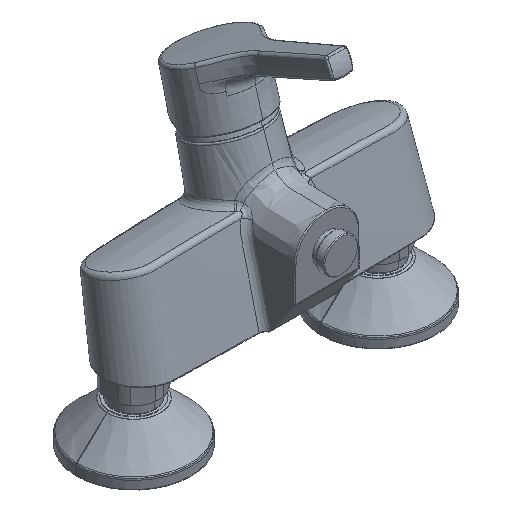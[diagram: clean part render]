
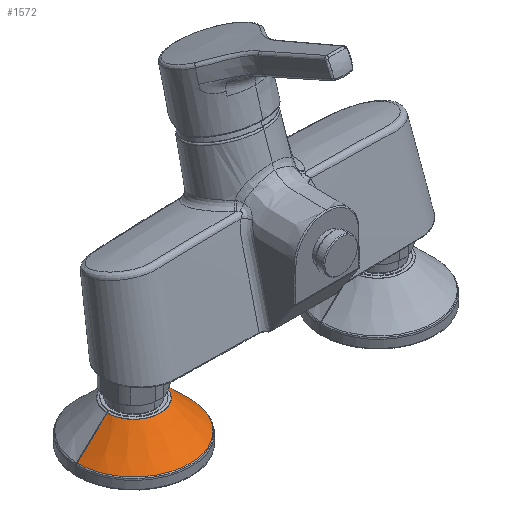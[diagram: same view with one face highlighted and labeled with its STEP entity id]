
A CAD part, isometric view. The second image highlights one B-rep face of the part: STEP entity #1572.
In plain terms, the highlighted conical face has half-angle 45.496 degrees and reference radius 35 mm.
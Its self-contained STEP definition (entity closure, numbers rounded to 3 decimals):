
#545 = CARTESIAN_POINT ( 'NONE',  ( -40.009, 3.921, -82.564 ) ) ;
#1335 = CARTESIAN_POINT ( 'NONE',  ( -105.232, -11.872, -81.977 ) ) ;
#1344 = CARTESIAN_POINT ( 'NONE',  ( -75., 4.7, -64.138 ) ) ;
#1420 = CARTESIAN_POINT ( 'NONE',  ( -66.824, -28.792, -81.977 ) ) ;
#1497 = CARTESIAN_POINT ( 'NONE',  ( -40.657, 1.683, -81.977 ) ) ;
#1572 = ADVANCED_FACE ( 'NONE', ( #3507 ), #17976, .T. ) ;
#1700 = EDGE_LOOP ( 'NONE', ( #9373, #2815, #9153, #19352 ) ) ;
#2815 = ORIENTED_EDGE ( 'NONE', *, *, #9853, .T. ) ;
#2952 = DIRECTION ( 'NONE',  ( -1., 0.022, 0. ) ) ;
#3377 = CARTESIAN_POINT ( 'NONE',  ( -101.418, -17.451, -81.977 ) ) ;
#3388 = DIRECTION ( 'NONE',  ( -1., 0.022, 0. ) ) ;
#3468 = CARTESIAN_POINT ( 'NONE',  ( -60.447, -26.553, -81.977 ) ) ;
#3507 = FACE_OUTER_BOUND ( 'NONE', #1700, .T. ) ;
#5387 = CARTESIAN_POINT ( 'NONE',  ( -96.589, -22.179, -81.977 ) ) ;
#5477 = CARTESIAN_POINT ( 'NONE',  ( -54.63, -23.114, -81.977 ) ) ;
#5578 = LINE ( 'NONE', #545, #6864 ) ;
#5845 = CARTESIAN_POINT ( 'NONE',  ( -109.992, 5.479, -82.564 ) ) ;
#6187 = CARTESIAN_POINT ( 'NONE',  ( -109.394, 5.466, -81.977 ) ) ;
#6864 = VECTOR ( 'NONE', #12663, 1000. ) ;
#7442 = CARTESIAN_POINT ( 'NONE',  ( -90.93, -25.875, -81.977 ) ) ;
#7525 = CARTESIAN_POINT ( 'NONE',  ( -49.595, -18.605, -81.977 ) ) ;
#7528 = VECTOR ( 'NONE', #20033, 1000. ) ;
#8579 = VERTEX_POINT ( 'NONE', #11648 ) ;
#9153 = ORIENTED_EDGE ( 'NONE', *, *, #17985, .T. ) ;
#9373 = ORIENTED_EDGE ( 'NONE', *, *, #17954, .F. ) ;
#9423 = AXIS2_PLACEMENT_3D ( 'NONE', #1344, #15540, #3388 ) ;
#9458 = CARTESIAN_POINT ( 'NONE',  ( -84.659, -28.395, -81.977 ) ) ;
#9544 = CARTESIAN_POINT ( 'NONE',  ( -45.537, -13.201, -81.977 ) ) ;
#9596 = DIRECTION ( 'NONE',  ( 0., 0., -1. ) ) ;
#9853 = EDGE_CURVE ( 'NONE', #22345, #14855, #14055, .T. ) ;
#11420 = CARTESIAN_POINT ( 'NONE',  ( -108.492, -3.476, -81.977 ) ) ;
#11501 = CARTESIAN_POINT ( 'NONE',  ( -78.017, -29.643, -81.977 ) ) ;
#11582 = CARTESIAN_POINT ( 'NONE',  ( -42.61, -7.109, -81.977 ) ) ;
#11648 = CARTESIAN_POINT ( 'NONE',  ( -109.394, 5.466, -81.977 ) ) ;
#11858 = CARTESIAN_POINT ( 'NONE',  ( -91.248, 5.062, -64.138 ) ) ;
#12663 = DIRECTION ( 'NONE',  ( 0.713, -0.016, -0.701 ) ) ;
#13466 = CARTESIAN_POINT ( 'NONE',  ( -106.254, -9.853, -81.977 ) ) ;
#13547 = CARTESIAN_POINT ( 'NONE',  ( -71.259, -29.572, -81.977 ) ) ;
#13553 = CARTESIAN_POINT ( 'NONE',  ( -58.753, 4.338, -64.138 ) ) ;
#13627 = CARTESIAN_POINT ( 'NONE',  ( -40.929, -0.563, -81.977 ) ) ;
#13660 = LINE ( 'NONE', #5845, #7528 ) ;
#14055 = CIRCLE ( 'NONE', #9423, 16.252 ) ;
#14855 = VERTEX_POINT ( 'NONE', #11858 ) ;
#15529 = CARTESIAN_POINT ( 'NONE',  ( -102.814, -15.671, -81.977 ) ) ;
#15540 = DIRECTION ( 'NONE',  ( 0., 0., -1. ) ) ;
#15608 = CARTESIAN_POINT ( 'NONE',  ( -64.645, -28.184, -81.977 ) ) ;
#15688 = CARTESIAN_POINT ( 'NONE',  ( -40.607, 3.934, -81.977 ) ) ;
#16149 = AXIS2_PLACEMENT_3D ( 'NONE', #17086, #9596, #2952 ) ;
#16415 = B_SPLINE_CURVE_WITH_KNOTS ( 'NONE', 3,
 ( #6187, #18432, #23550, #11420, #25611, #13466, #1335, #15529, #3377, #17547, #5387, #19583, #7442, #21603, #9458, #23635, #11501, #25700, #13547, #1420, #15608, #3468, #17627, #5477, #19669, #7525, #21683, #9544, #23723, #11582, #25782, #13627, #1497, #15688 ),
 .UNSPECIFIED., .F., .F.,
 ( 4, 2, 2, 2, 2, 2, 2, 2, 2, 2, 2, 2, 2, 2, 2, 2, 4 ),
 ( 0., 0.031, 0.062, 0.094, 0.125, 0.156, 0.188, 0.219, 0.25, 0.281, 0.313, 0.344, 0.375, 0.406, 0.437, 0.469, 0.5 ),
 .UNSPECIFIED. ) ;
#16521 = EDGE_CURVE ( 'NONE', #8579, #21636, #16415, .T. ) ;
#17086 = CARTESIAN_POINT ( 'NONE',  ( -75., 4.7, -82.564 ) ) ;
#17547 = CARTESIAN_POINT ( 'NONE',  ( -98.305, -20.705, -81.977 ) ) ;
#17627 = CARTESIAN_POINT ( 'NONE',  ( -58.429, -25.531, -81.977 ) ) ;
#17954 = EDGE_CURVE ( 'NONE', #22345, #21636, #5578, .T. ) ;
#17976 = CONICAL_SURFACE ( 'NONE', #16149, 35., 0.794 ) ;
#17985 = EDGE_CURVE ( 'NONE', #14855, #8579, #13660, .T. ) ;
#18432 = CARTESIAN_POINT ( 'NONE',  ( -109.444, 3.215, -81.977 ) ) ;
#19352 = ORIENTED_EDGE ( 'NONE', *, *, #16521, .T. ) ;
#19583 = CARTESIAN_POINT ( 'NONE',  ( -92.901, -24.764, -81.977 ) ) ;
#19669 = CARTESIAN_POINT ( 'NONE',  ( -52.849, -21.718, -81.977 ) ) ;
#20033 = DIRECTION ( 'NONE',  ( -0.713, 0.016, -0.701 ) ) ;
#20314 = CARTESIAN_POINT ( 'NONE',  ( -40.607, 3.934, -81.977 ) ) ;
#21603 = CARTESIAN_POINT ( 'NONE',  ( -86.809, -27.69, -81.977 ) ) ;
#21636 = VERTEX_POINT ( 'NONE', #20314 ) ;
#21683 = CARTESIAN_POINT ( 'NONE',  ( -48.121, -16.888, -81.977 ) ) ;
#22345 = VERTEX_POINT ( 'NONE', #13553 ) ;
#23550 = CARTESIAN_POINT ( 'NONE',  ( -109.272, 0.959, -81.977 ) ) ;
#23635 = CARTESIAN_POINT ( 'NONE',  ( -80.263, -29.371, -81.977 ) ) ;
#23723 = CARTESIAN_POINT ( 'NONE',  ( -44.426, -11.23, -81.977 ) ) ;
#25611 = CARTESIAN_POINT ( 'NONE',  ( -107.884, -5.655, -81.977 ) ) ;
#25700 = CARTESIAN_POINT ( 'NONE',  ( -73.515, -29.744, -81.977 ) ) ;
#25782 = CARTESIAN_POINT ( 'NONE',  ( -41.906, -4.959, -81.977 ) ) ;
